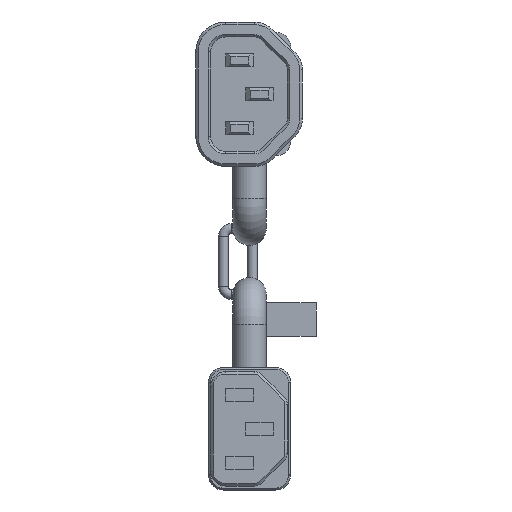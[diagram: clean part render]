
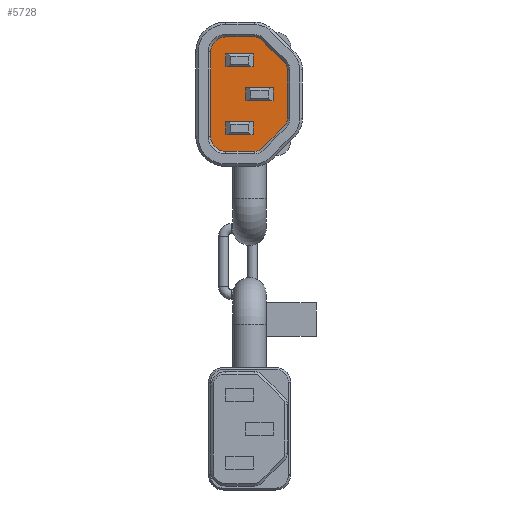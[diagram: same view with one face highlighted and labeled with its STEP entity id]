
A CAD part, left-side view. The second image highlights one B-rep face of the part: STEP entity #5728.
In plain terms, the highlighted planar face has unit normal (-1, 0, 0).
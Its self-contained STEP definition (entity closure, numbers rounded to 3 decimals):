
#278=PLANE('',#6350);
#644=FACE_OUTER_BOUND('',#1007,.T.);
#1007=EDGE_LOOP('',(#4981,#4982,#4983,#4984,#4985,#4986,#4987,#4988,#4989,
#4990,#4991,#4992));
#1367=LINE('',#9728,#1847);
#1370=LINE('',#9736,#1850);
#1373=LINE('',#9744,#1853);
#1442=LINE('',#10137,#1922);
#1445=LINE('',#10144,#1925);
#1448=LINE('',#10152,#1928);
#1847=VECTOR('',#7570,10.);
#1850=VECTOR('',#7579,10.);
#1853=VECTOR('',#7588,10.);
#1922=VECTOR('',#7827,10.);
#1925=VECTOR('',#7836,10.);
#1928=VECTOR('',#7845,10.);
#2266=CIRCLE('',#6241,2.);
#2267=CIRCLE('',#6244,2.);
#2268=CIRCLE('',#6247,2.);
#2303=CIRCLE('',#6335,2.);
#2304=CIRCLE('',#6338,3.);
#2305=CIRCLE('',#6341,3.);
#2671=VERTEX_POINT('',#9720);
#2672=VERTEX_POINT('',#9722);
#2673=VERTEX_POINT('',#9726);
#2674=VERTEX_POINT('',#9730);
#2675=VERTEX_POINT('',#9734);
#2676=VERTEX_POINT('',#9738);
#2677=VERTEX_POINT('',#9742);
#2754=VERTEX_POINT('',#10134);
#2755=VERTEX_POINT('',#10136);
#2756=VERTEX_POINT('',#10140);
#2757=VERTEX_POINT('',#10146);
#2758=VERTEX_POINT('',#10150);
#3374=EDGE_CURVE('',#2672,#2671,#2266,.T.);
#3377=EDGE_CURVE('',#2671,#2673,#1367,.T.);
#3379=EDGE_CURVE('',#2673,#2674,#2267,.T.);
#3381=EDGE_CURVE('',#2674,#2675,#1370,.T.);
#3383=EDGE_CURVE('',#2675,#2676,#2268,.T.);
#3385=EDGE_CURVE('',#2676,#2677,#1373,.T.);
#3505=EDGE_CURVE('',#2755,#2754,#1442,.T.);
#3508=EDGE_CURVE('',#2754,#2756,#2303,.T.);
#3509=EDGE_CURVE('',#2756,#2672,#1445,.T.);
#3511=EDGE_CURVE('',#2677,#2757,#2304,.T.);
#3513=EDGE_CURVE('',#2757,#2758,#1448,.T.);
#3514=EDGE_CURVE('',#2758,#2755,#2305,.T.);
#4981=ORIENTED_EDGE('',*,*,#3505,.T.);
#4982=ORIENTED_EDGE('',*,*,#3508,.T.);
#4983=ORIENTED_EDGE('',*,*,#3509,.T.);
#4984=ORIENTED_EDGE('',*,*,#3374,.T.);
#4985=ORIENTED_EDGE('',*,*,#3377,.T.);
#4986=ORIENTED_EDGE('',*,*,#3379,.T.);
#4987=ORIENTED_EDGE('',*,*,#3381,.T.);
#4988=ORIENTED_EDGE('',*,*,#3383,.T.);
#4989=ORIENTED_EDGE('',*,*,#3385,.T.);
#4990=ORIENTED_EDGE('',*,*,#3511,.T.);
#4991=ORIENTED_EDGE('',*,*,#3513,.T.);
#4992=ORIENTED_EDGE('',*,*,#3514,.T.);
#5728=ADVANCED_FACE('',(#644),#278,.F.);
#6241=AXIS2_PLACEMENT_3D('',#9723,#7564,#7565);
#6244=AXIS2_PLACEMENT_3D('',#9732,#7574,#7575);
#6247=AXIS2_PLACEMENT_3D('',#9740,#7583,#7584);
#6335=AXIS2_PLACEMENT_3D('',#10142,#7832,#7833);
#6338=AXIS2_PLACEMENT_3D('',#10148,#7840,#7841);
#6341=AXIS2_PLACEMENT_3D('',#10154,#7848,#7849);
#6350=AXIS2_PLACEMENT_3D('',#10171,#7874,#7875);
#7564=DIRECTION('center_axis',(-1.,0.,0.));
#7565=DIRECTION('ref_axis',(0.,-0.707,-0.707));
#7570=DIRECTION('',(0.,0.,1.));
#7574=DIRECTION('center_axis',(-1.,0.,0.));
#7575=DIRECTION('ref_axis',(0.,-1.,0.));
#7579=DIRECTION('',(0.,0.707,0.707));
#7583=DIRECTION('center_axis',(-1.,0.,0.));
#7584=DIRECTION('ref_axis',(0.,-0.707,0.707));
#7588=DIRECTION('',(0.,1.,0.));
#7827=DIRECTION('',(0.,-1.,0.));
#7832=DIRECTION('center_axis',(-1.,0.,0.));
#7833=DIRECTION('ref_axis',(0.,0.,-1.));
#7836=DIRECTION('',(0.,-0.707,0.707));
#7840=DIRECTION('center_axis',(-1.,0.,0.));
#7841=DIRECTION('ref_axis',(0.,0.,1.));
#7845=DIRECTION('',(0.,0.,-1.));
#7848=DIRECTION('center_axis',(-1.,0.,0.));
#7849=DIRECTION('ref_axis',(0.,1.,0.));
#7874=DIRECTION('center_axis',(1.,0.,0.));
#7875=DIRECTION('ref_axis',(0.,0.,-1.));
#9720=CARTESIAN_POINT('',(-134.043,10.65,-21.128));
#9722=CARTESIAN_POINT('',(-134.043,11.236,-22.542));
#9723=CARTESIAN_POINT('Origin',(-134.043,12.65,-21.128));
#9726=CARTESIAN_POINT('',(-134.043,10.65,-11.328));
#9728=CARTESIAN_POINT('',(-134.043,10.65,-13.778));
#9730=CARTESIAN_POINT('',(-134.043,11.236,-9.913));
#9732=CARTESIAN_POINT('Origin',(-134.043,12.65,-11.328));
#9734=CARTESIAN_POINT('',(-134.043,15.836,-5.313));
#9736=CARTESIAN_POINT('',(-134.043,13.711,-7.438));
#9738=CARTESIAN_POINT('',(-134.043,17.25,-4.728));
#9740=CARTESIAN_POINT('Origin',(-134.043,17.25,-6.728));
#9742=CARTESIAN_POINT('',(-134.043,23.05,-4.728));
#9744=CARTESIAN_POINT('',(-134.043,20.65,-4.728));
#10134=CARTESIAN_POINT('',(-134.043,17.25,-27.728));
#10136=CARTESIAN_POINT('',(-134.043,23.05,-27.728));
#10137=CARTESIAN_POINT('',(-134.043,17.75,-27.728));
#10140=CARTESIAN_POINT('',(-134.043,15.836,-27.142));
#10142=CARTESIAN_POINT('Origin',(-134.043,17.25,-25.728));
#10144=CARTESIAN_POINT('',(-134.043,11.411,-22.717));
#10146=CARTESIAN_POINT('',(-134.043,26.05,-7.728));
#10148=CARTESIAN_POINT('Origin',(-134.043,23.05,-7.728));
#10150=CARTESIAN_POINT('',(-134.043,26.05,-24.728));
#10152=CARTESIAN_POINT('',(-134.043,26.05,-20.478));
#10154=CARTESIAN_POINT('Origin',(-134.043,23.05,-24.728));
#10171=CARTESIAN_POINT('Origin',(-134.043,18.25,-16.228));
